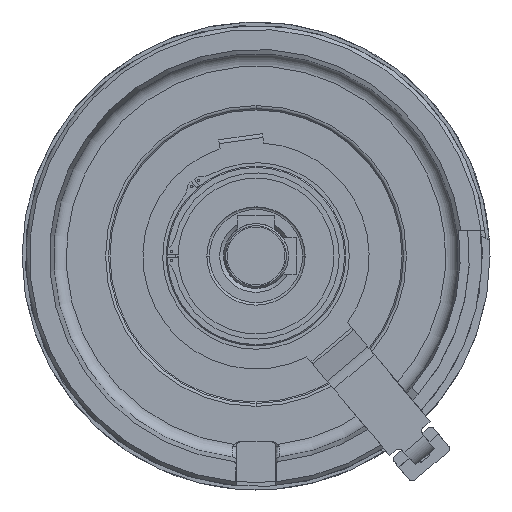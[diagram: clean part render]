
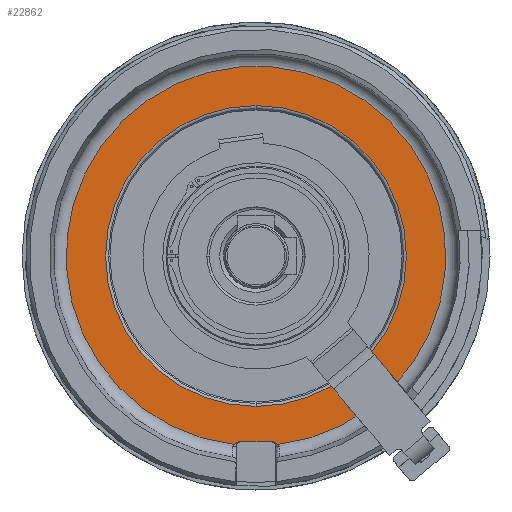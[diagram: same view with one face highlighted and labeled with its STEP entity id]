
A CAD part, front view. The second image highlights one B-rep face of the part: STEP entity #22862.
In plain terms, the highlighted planar face has unit normal (0, -1, 0).
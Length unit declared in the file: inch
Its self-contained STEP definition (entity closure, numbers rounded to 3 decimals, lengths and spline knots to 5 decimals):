
#1=CARTESIAN_POINT('',(0.,0.15,0.));
#2=DIRECTION('',(0.,1.,0.));
#3=DIRECTION('',(-0.115,0.,-0.993));
#4=AXIS2_PLACEMENT_3D('',#1,#2,#3);
#6=CARTESIAN_POINT('',(0.,0.15,0.));
#7=DIRECTION('',(0.,-1.,0.));
#8=DIRECTION('',(0.,0.,-1.));
#9=AXIS2_PLACEMENT_3D('',#6,#7,#8);
#11=CARTESIAN_POINT('',(0.,0.15,0.));
#12=DIRECTION('',(0.,-1.,0.));
#13=DIRECTION('',(0.,0.,1.));
#14=AXIS2_PLACEMENT_3D('',#11,#12,#13);
#16=DIRECTION('',(1.,0.,0.));
#17=VECTOR('',#16,0.12712);
#18=CARTESIAN_POINT('',(-0.06356,0.15,
-0.71875));
#19=LINE('',#18,#17);
#140=CARTESIAN_POINT('',(0.06356,0.15,
-0.71875));
#141=CARTESIAN_POINT('',(0.0655,0.15,
-0.71875));
#142=CARTESIAN_POINT('',(0.06926,0.15,
-0.7193));
#143=CARTESIAN_POINT('',(0.07424,0.15,
-0.72116));
#144=CARTESIAN_POINT('',(0.0795,0.15,
-0.72439));
#145=CARTESIAN_POINT('',(0.08288,0.15,
-0.7274));
#146=CARTESIAN_POINT('',(0.08446,0.15,
-0.72922));
#192=CARTESIAN_POINT('',(-0.08446,0.15,
-0.72922));
#193=CARTESIAN_POINT('',(-0.08287,0.15,
-0.72739));
#194=CARTESIAN_POINT('',(-0.07947,0.15,
-0.72437));
#195=CARTESIAN_POINT('',(-0.0742,0.15,
-0.72114));
#196=CARTESIAN_POINT('',(-0.06922,0.15,
-0.71929));
#197=CARTESIAN_POINT('',(-0.06548,0.15,
-0.71875));
#198=CARTESIAN_POINT('',(-0.06356,0.15,
-0.71875));
#19136=CARTESIAN_POINT('',(-0.06356,0.15,
-0.71875));
#19137=CARTESIAN_POINT('',(0.06356,0.15,
-0.71875));
#19138=VERTEX_POINT('',#19136);
#19139=VERTEX_POINT('',#19137);
#19140=VERTEX_POINT('',#192);
#19141=CARTESIAN_POINT('',(0.08446,0.15,-0.72922));
#19142=VERTEX_POINT('',#19141);
#19143=CARTESIAN_POINT('',(0.,0.15,-0.58163));
#19144=CARTESIAN_POINT('',(0.,0.15,0.58163));
#19145=VERTEX_POINT('',#19143);
#19146=VERTEX_POINT('',#19144);
#22841=CARTESIAN_POINT('',(0.,0.15,0.00272));
#22842=DIRECTION('',(0.,1.,0.));
#22843=DIRECTION('',(0.,0.,-1.));
#22844=AXIS2_PLACEMENT_3D('',#22841,#22842,#22843);
#22845=PLANE('',#22844);
#22847=ORIENTED_EDGE('',*,*,#22846,.F.);
#22849=ORIENTED_EDGE('',*,*,#22848,.F.);
#22851=ORIENTED_EDGE('',*,*,#22850,.T.);
#22853=ORIENTED_EDGE('',*,*,#22852,.F.);
#22854=EDGE_LOOP('',(#22847,#22849,#22851,#22853));
#22855=FACE_OUTER_BOUND('',#22854,.F.);
#22857=ORIENTED_EDGE('',*,*,#22856,.T.);
#22859=ORIENTED_EDGE('',*,*,#22858,.T.);
#22860=EDGE_LOOP('',(#22857,#22859));
#22861=FACE_BOUND('',#22860,.F.);
#22862=ADVANCED_FACE('',(#22855,#22861),#22845,.F.);
#5=CIRCLE('',#4,0.7341);
#10=CIRCLE('',#9,0.58163);
#15=CIRCLE('',#14,0.58163);
#147=B_SPLINE_CURVE_WITH_KNOTS('',3,(#140,#141,#142,#143,#144,#145,#146),
.UNSPECIFIED.,.F.,.F.,(4,1,1,1,4),(0.,0.25,0.5,0.75,1.),
.UNSPECIFIED.);
#199=B_SPLINE_CURVE_WITH_KNOTS('',3,(#192,#193,#194,#195,#196,#197,#198),
.UNSPECIFIED.,.F.,.F.,(4,1,1,1,4),(0.,0.25,0.5,0.75,1.),
.UNSPECIFIED.);
#22846=EDGE_CURVE('',#19138,#19139,#19,.T.);
#22848=EDGE_CURVE('',#19140,#19138,#199,.T.);
#22850=EDGE_CURVE('',#19140,#19142,#5,.T.);
#22852=EDGE_CURVE('',#19139,#19142,#147,.T.);
#22856=EDGE_CURVE('',#19145,#19146,#10,.T.);
#22858=EDGE_CURVE('',#19146,#19145,#15,.T.);
